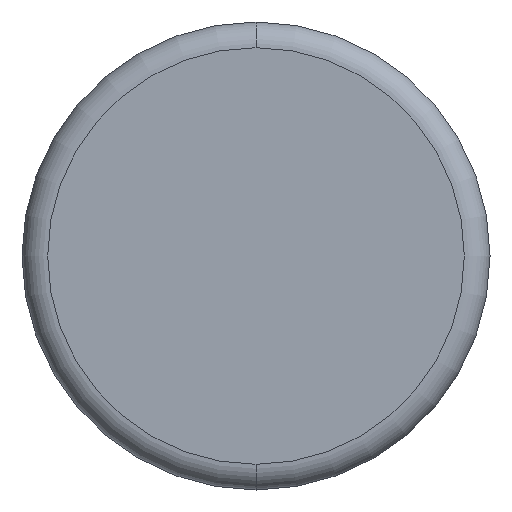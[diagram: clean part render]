
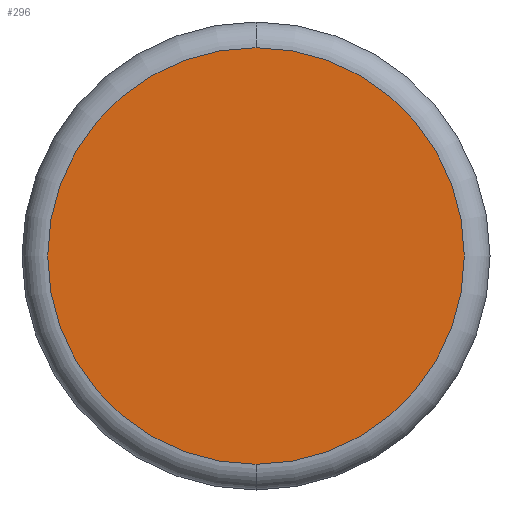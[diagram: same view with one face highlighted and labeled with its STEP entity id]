
A CAD part, front view. The second image highlights one B-rep face of the part: STEP entity #296.
In plain terms, the highlighted planar face has unit normal (0, -1, 0).
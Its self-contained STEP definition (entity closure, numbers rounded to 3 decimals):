
#6 = DIRECTION ( 'NONE',  ( 0., 0., 1. ) ) ;
#10 = DIRECTION ( 'NONE',  ( 0., 0., 1. ) ) ;
#15 = CIRCLE ( 'NONE', #236, 8.1 ) ;
#28 = ORIENTED_EDGE ( 'NONE', *, *, #372, .T. ) ;
#36 = EDGE_LOOP ( 'NONE', ( #28, #295 ) ) ;
#64 = EDGE_CURVE ( 'NONE', #355, #230, #162, .T. ) ;
#80 = DIRECTION ( 'NONE',  ( 0., 0., 1. ) ) ;
#84 = AXIS2_PLACEMENT_3D ( 'NONE', #148, #179, #6 ) ;
#113 = AXIS2_PLACEMENT_3D ( 'NONE', #353, #292, #80 ) ;
#118 = CARTESIAN_POINT ( 'NONE',  ( 0., 0., -8.1 ) ) ;
#148 = CARTESIAN_POINT ( 'NONE',  ( 0., 0., 0. ) ) ;
#161 = CARTESIAN_POINT ( 'NONE',  ( 0., 0., 0. ) ) ;
#162 = CIRCLE ( 'NONE', #84, 8.1 ) ;
#179 = DIRECTION ( 'NONE',  ( 0., -1., 0. ) ) ;
#222 = CARTESIAN_POINT ( 'NONE',  ( 0., 0., 8.1 ) ) ;
#230 = VERTEX_POINT ( 'NONE', #222 ) ;
#236 = AXIS2_PLACEMENT_3D ( 'NONE', #161, #282, #10 ) ;
#266 = PLANE ( 'NONE',  #113 ) ;
#268 = FACE_OUTER_BOUND ( 'NONE', #36, .T. ) ;
#282 = DIRECTION ( 'NONE',  ( 0., -1., 0. ) ) ;
#292 = DIRECTION ( 'NONE',  ( 0., 1., 0. ) ) ;
#295 = ORIENTED_EDGE ( 'NONE', *, *, #64, .T. ) ;
#296 = ADVANCED_FACE ( 'NONE', ( #268 ), #266, .F. ) ;
#353 = CARTESIAN_POINT ( 'NONE',  ( 0., 0., 0. ) ) ;
#355 = VERTEX_POINT ( 'NONE', #118 ) ;
#372 = EDGE_CURVE ( 'NONE', #230, #355, #15, .T. ) ;
